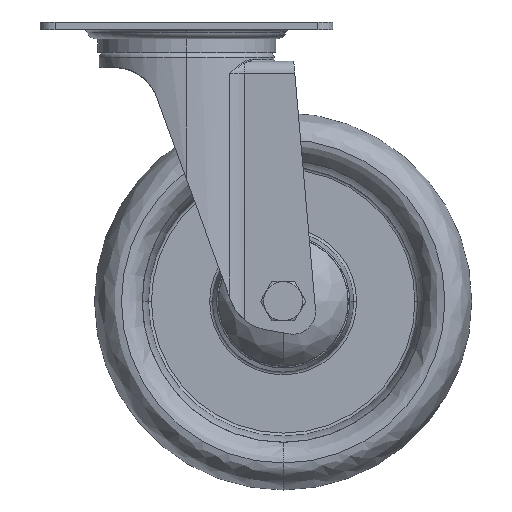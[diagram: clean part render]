
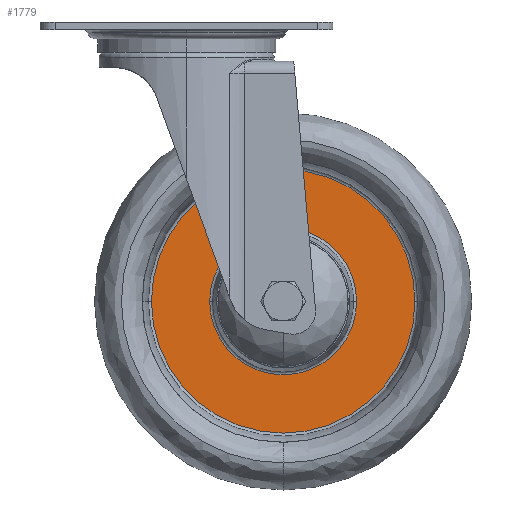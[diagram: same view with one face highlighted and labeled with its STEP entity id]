
A CAD part, top view. The second image highlights one B-rep face of the part: STEP entity #1779.
In plain terms, the highlighted planar face has unit normal (0, 0, 1).
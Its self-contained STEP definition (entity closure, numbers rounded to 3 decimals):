
#284 = CIRCLE ( 'NONE', #5515, 24.335 ) ;
#345 = EDGE_CURVE ( 'NONE', #1907, #5891, #5400, .T. ) ;
#726 = VERTEX_POINT ( 'NONE', #4768 ) ;
#855 = DIRECTION ( 'NONE',  ( 0., 0., -1. ) ) ;
#891 = EDGE_CURVE ( 'NONE', #1256, #726, #284, .T. ) ;
#969 = CARTESIAN_POINT ( 'NONE',  ( 32., -92.5, 2.5 ) ) ;
#1102 = ORIENTED_EDGE ( 'NONE', *, *, #4935, .F. ) ;
#1104 = CARTESIAN_POINT ( 'NONE',  ( 56.335, -92.5, 2.5 ) ) ;
#1256 = VERTEX_POINT ( 'NONE', #1104 ) ;
#1267 = FACE_OUTER_BOUND ( 'NONE', #8283, .T. ) ;
#1505 = DIRECTION ( 'NONE',  ( -1., 0., 0. ) ) ;
#1779 = ADVANCED_FACE ( 'NONE', ( #1267, #7887 ), #5217, .T. ) ;
#1907 = VERTEX_POINT ( 'NONE', #7581 ) ;
#2176 = ORIENTED_EDGE ( 'NONE', *, *, #345, .F. ) ;
#2647 = CIRCLE ( 'NONE', #7627, 43.666 ) ;
#2732 = DIRECTION ( 'NONE',  ( 0., 0., 1. ) ) ;
#4083 = AXIS2_PLACEMENT_3D ( 'NONE', #7321, #7237, #8054 ) ;
#4283 = EDGE_CURVE ( 'NONE', #5891, #1907, #2647, .T. ) ;
#4722 = CARTESIAN_POINT ( 'NONE',  ( 32., -92.5, 2.5 ) ) ;
#4768 = CARTESIAN_POINT ( 'NONE',  ( 7.665, -92.5, 2.5 ) ) ;
#4885 = CARTESIAN_POINT ( 'NONE',  ( 32., -92.5, 2.5 ) ) ;
#4935 = EDGE_CURVE ( 'NONE', #726, #1256, #6821, .T. ) ;
#4959 = EDGE_LOOP ( 'NONE', ( #1102, #6149 ) ) ;
#5217 = PLANE ( 'NONE',  #4083 ) ;
#5256 = AXIS2_PLACEMENT_3D ( 'NONE', #4885, #855, #1505 ) ;
#5400 = CIRCLE ( 'NONE', #5256, 43.666 ) ;
#5441 = DIRECTION ( 'NONE',  ( -1., 0., 0. ) ) ;
#5515 = AXIS2_PLACEMENT_3D ( 'NONE', #4722, #2732, #5441 ) ;
#5762 = CARTESIAN_POINT ( 'NONE',  ( -11.666, -92.5, 2.5 ) ) ;
#5891 = VERTEX_POINT ( 'NONE', #5762 ) ;
#6149 = ORIENTED_EDGE ( 'NONE', *, *, #891, .F. ) ;
#6381 = DIRECTION ( 'NONE',  ( 0., 0., -1. ) ) ;
#6821 = CIRCLE ( 'NONE', #7395, 24.335 ) ;
#6944 = DIRECTION ( 'NONE',  ( -1., 0., 0. ) ) ;
#7033 = DIRECTION ( 'NONE',  ( 0., 0., 1. ) ) ;
#7237 = DIRECTION ( 'NONE',  ( 0., 0., 1. ) ) ;
#7321 = CARTESIAN_POINT ( 'NONE',  ( 8.5, -92.5, 2.5 ) ) ;
#7395 = AXIS2_PLACEMENT_3D ( 'NONE', #8722, #7033, #6944 ) ;
#7581 = CARTESIAN_POINT ( 'NONE',  ( 75.666, -92.5, 2.5 ) ) ;
#7627 = AXIS2_PLACEMENT_3D ( 'NONE', #969, #6381, #7808 ) ;
#7808 = DIRECTION ( 'NONE',  ( -1., 0., 0. ) ) ;
#7887 = FACE_BOUND ( 'NONE', #4959, .T. ) ;
#8054 = DIRECTION ( 'NONE',  ( -1., 0., 0. ) ) ;
#8283 = EDGE_LOOP ( 'NONE', ( #2176, #8541 ) ) ;
#8541 = ORIENTED_EDGE ( 'NONE', *, *, #4283, .F. ) ;
#8722 = CARTESIAN_POINT ( 'NONE',  ( 32., -92.5, 2.5 ) ) ;
